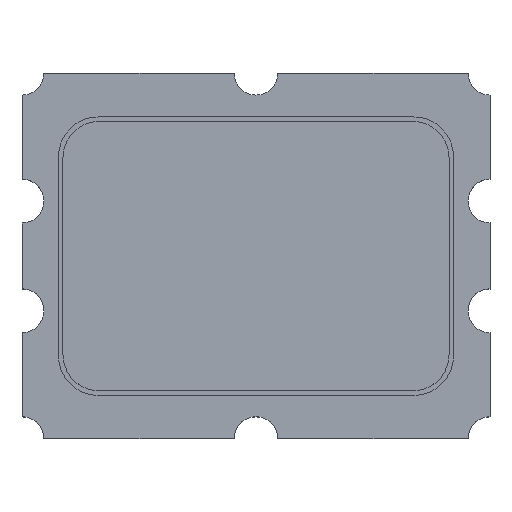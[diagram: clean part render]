
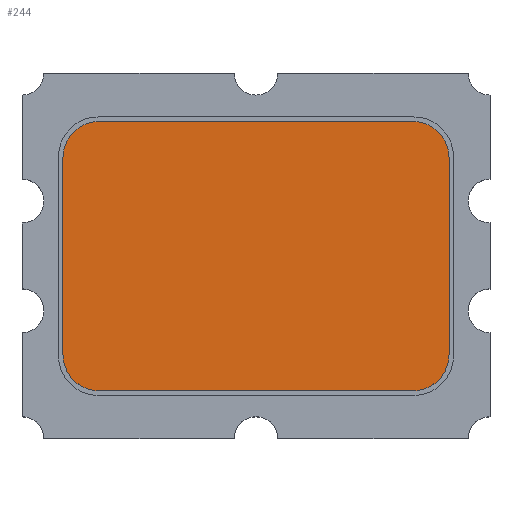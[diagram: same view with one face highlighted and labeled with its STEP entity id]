
A CAD part, top view. The second image highlights one B-rep face of the part: STEP entity #244.
In plain terms, the highlighted planar face has unit normal (0, 0, 1).
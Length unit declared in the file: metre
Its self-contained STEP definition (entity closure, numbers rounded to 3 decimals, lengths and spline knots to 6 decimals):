
#244=ADVANCED_FACE('0:2853',(#500),#501,.T.);
#500=FACE_OUTER_BOUND('',#765,.T.);
#501=PLANE('',#766);
#765=EDGE_LOOP('',(#1476,#1477,#1478,#1479,#1480,#1481,#1482,#1483,#1484,#1485,#1486,#1487));
#766=AXIS2_PLACEMENT_3D('',#1488,#1489,#1490);
#1476=ORIENTED_EDGE('',*,*,#1677,.F.);
#1477=ORIENTED_EDGE('',*,*,#1942,.F.);
#1478=ORIENTED_EDGE('',*,*,#1934,.F.);
#1479=ORIENTED_EDGE('',*,*,#1672,.F.);
#1480=ORIENTED_EDGE('',*,*,#1940,.F.);
#1481=ORIENTED_EDGE('',*,*,#1943,.F.);
#1482=ORIENTED_EDGE('',*,*,#1662,.F.);
#1483=ORIENTED_EDGE('',*,*,#1944,.F.);
#1484=ORIENTED_EDGE('',*,*,#1945,.F.);
#1485=ORIENTED_EDGE('',*,*,#1652,.F.);
#1486=ORIENTED_EDGE('',*,*,#1946,.F.);
#1487=ORIENTED_EDGE('',*,*,#1930,.F.);
#1488=CARTESIAN_POINT('',(-0.0016,0.00125,0.001));
#1489=DIRECTION('',(0.0,0.0,1.0));
#1490=DIRECTION('',(1.0,0.0,0.0));
#1652=EDGE_CURVE('1:16138',#1983,#1979,#1985,.T.);
#1662=EDGE_CURVE('1:16126',#2001,#1997,#2003,.T.);
#1672=EDGE_CURVE('1:16117',#2019,#2015,#2021,.T.);
#1677=EDGE_CURVE('1:16111',#2028,#2024,#2030,.T.);
#1930=EDGE_CURVE('1:16111',#2024,#2412,#2413,.T.);
#1934=EDGE_CURVE('1:16117',#2015,#2418,#2419,.T.);
#1940=EDGE_CURVE('0:3516',#2426,#2019,#2428,.T.);
#1942=EDGE_CURVE('0:3546',#2418,#2028,#2430,.T.);
#1943=EDGE_CURVE('1:16126',#1997,#2426,#2431,.T.);
#1944=EDGE_CURVE('0:3526',#2432,#2001,#2433,.T.);
#1945=EDGE_CURVE('1:16138',#1979,#2432,#2434,.T.);
#1946=EDGE_CURVE('0:3536',#2412,#1983,#2435,.T.);
#1979=VERTEX_POINT('',#2470);
#1983=VERTEX_POINT('',#2475);
#1985=CIRCLE('',#2478,0.00025);
#1997=VERTEX_POINT('',#2492);
#2001=VERTEX_POINT('',#2497);
#2003=CIRCLE('',#2500,0.00025);
#2015=VERTEX_POINT('',#2514);
#2019=VERTEX_POINT('',#2519);
#2021=CIRCLE('',#2522,0.00025);
#2024=VERTEX_POINT('',#2525);
#2028=VERTEX_POINT('',#2530);
#2030=CIRCLE('',#2533,0.00025);
#2412=VERTEX_POINT('',#3046);
#2413=CIRCLE('',#3047,0.00025);
#2418=VERTEX_POINT('',#3053);
#2419=CIRCLE('',#3054,0.00025);
#2426=VERTEX_POINT('',#3063);
#2428=LINE('',#3066,#3067);
#2430=LINE('',#3069,#3070);
#2431=CIRCLE('',#3071,0.00025);
#2432=VERTEX_POINT('',#3072);
#2433=LINE('',#3073,#3074);
#2434=CIRCLE('',#3075,0.00025);
#2435=LINE('',#3076,#3077);
#2470=CARTESIAN_POINT('',(0.001247,-0.000851,0.001));
#2475=CARTESIAN_POINT('',(0.00132,-0.000674,0.001));
#2478=AXIS2_PLACEMENT_3D('',#3123,#3124,#3125);
#2492=CARTESIAN_POINT('',(-0.001247,-0.000851,0.001));
#2497=CARTESIAN_POINT('',(-0.00107,-0.000924,0.001));
#2500=AXIS2_PLACEMENT_3D('',#3139,#3140,#3141);
#2514=CARTESIAN_POINT('',(-0.001247,0.000847,0.001));
#2519=CARTESIAN_POINT('',(-0.00132,0.00067,0.001));
#2522=AXIS2_PLACEMENT_3D('',#3155,#3156,#3157);
#2525=CARTESIAN_POINT('',(0.001247,0.000847,0.001));
#2530=CARTESIAN_POINT('',(0.00107,0.00092,0.001));
#2533=AXIS2_PLACEMENT_3D('',#3163,#3164,#3165);
#3046=CARTESIAN_POINT('',(0.00132,0.00067,0.001));
#3047=AXIS2_PLACEMENT_3D('',#3483,#3484,#3485);
#3053=CARTESIAN_POINT('',(-0.00107,0.00092,0.001));
#3054=AXIS2_PLACEMENT_3D('',#3490,#3491,#3492);
#3063=CARTESIAN_POINT('',(-0.00132,-0.000674,0.001));
#3066=CARTESIAN_POINT('',(-0.00132,0.000625,0.001));
#3067=VECTOR('',#3499,1.0);
#3069=CARTESIAN_POINT('',(-0.0008,0.00092,0.001));
#3070=VECTOR('',#3500,1.0);
#3071=AXIS2_PLACEMENT_3D('',#3501,#3502,#3503);
#3072=CARTESIAN_POINT('',(0.00107,-0.000924,0.001));
#3073=CARTESIAN_POINT('',(-0.0008,-0.000924,0.001));
#3074=VECTOR('',#3504,1.0);
#3075=AXIS2_PLACEMENT_3D('',#3505,#3506,#3507);
#3076=CARTESIAN_POINT('',(0.00132,0.000625,0.001));
#3077=VECTOR('',#3508,1.0);
#3123=CARTESIAN_POINT('',(0.00107,-0.000674,0.001));
#3124=DIRECTION('',(0.0,-0.0,-1.0));
#3125=DIRECTION('',(0.707,-0.707,0.0));
#3139=CARTESIAN_POINT('',(-0.00107,-0.000674,0.001));
#3140=DIRECTION('',(-0.0,0.0,-1.0));
#3141=DIRECTION('',(-0.707,-0.707,0.0));
#3155=CARTESIAN_POINT('',(-0.00107,0.00067,0.001));
#3156=DIRECTION('',(-0.0,0.0,-1.0));
#3157=DIRECTION('',(-0.707,0.707,0.0));
#3163=CARTESIAN_POINT('',(0.00107,0.00067,0.001));
#3164=DIRECTION('',(0.0,0.0,-1.0));
#3165=DIRECTION('',(0.707,0.707,0.0));
#3483=CARTESIAN_POINT('',(0.00107,0.00067,0.001));
#3484=DIRECTION('',(0.0,0.0,-1.0));
#3485=DIRECTION('',(0.707,0.707,0.0));
#3490=CARTESIAN_POINT('',(-0.00107,0.00067,0.001));
#3491=DIRECTION('',(-0.0,0.0,-1.0));
#3492=DIRECTION('',(-0.707,0.707,0.0));
#3499=DIRECTION('',(0.0,1.0,0.0));
#3500=DIRECTION('',(1.0,0.0,0.0));
#3501=CARTESIAN_POINT('',(-0.00107,-0.000674,0.001));
#3502=DIRECTION('',(-0.0,0.0,-1.0));
#3503=DIRECTION('',(-0.707,-0.707,0.0));
#3504=DIRECTION('',(-1.0,0.0,0.0));
#3505=CARTESIAN_POINT('',(0.00107,-0.000674,0.001));
#3506=DIRECTION('',(0.0,-0.0,-1.0));
#3507=DIRECTION('',(0.707,-0.707,0.0));
#3508=DIRECTION('',(0.0,-1.0,0.0));
